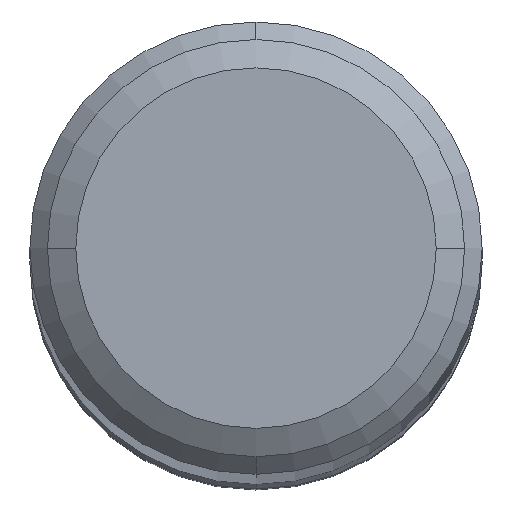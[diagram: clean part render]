
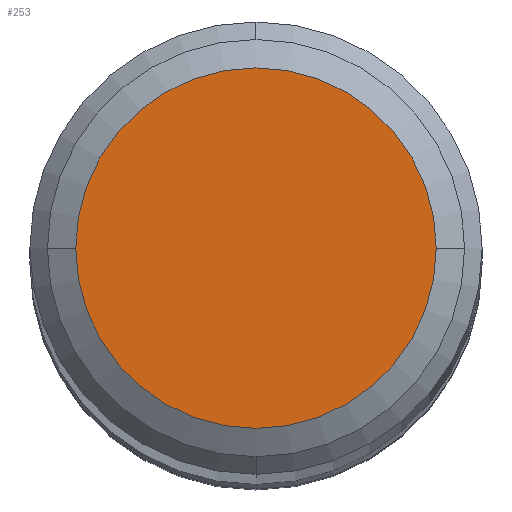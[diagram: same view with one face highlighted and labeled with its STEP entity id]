
A CAD part, top view. The second image highlights one B-rep face of the part: STEP entity #253.
In plain terms, the highlighted planar face has unit normal (0, 0, 1).
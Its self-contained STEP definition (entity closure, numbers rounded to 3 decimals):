
#167=EDGE_CURVE('',#197,#215,#365,.T.);
#189=EDGE_CURVE('',#215,#197,#390,.T.);
#197=VERTEX_POINT('',#398);
#215=VERTEX_POINT('',#417);
#253=ADVANCED_FACE('',(#460),#461,.T.);
#365=CIRCLE('',#579,3.188);
#390=CIRCLE('',#611,3.188);
#398=CARTESIAN_POINT('',(3.188,0.,149.6));
#417=CARTESIAN_POINT('',(-3.188,0.,149.6));
#460=FACE_OUTER_BOUND('',#709,.T.);
#461=PLANE('',#710);
#579=AXIS2_PLACEMENT_3D('',#853,#854,#855);
#611=AXIS2_PLACEMENT_3D('',#886,#887,#888);
#709=EDGE_LOOP('',(#971,#972));
#710=AXIS2_PLACEMENT_3D('',#973,#974,#975);
#853=CARTESIAN_POINT('',(0.,0.0,149.6));
#854=DIRECTION('',(0.0,0.0,1.0));
#855=DIRECTION('',(-1.0,0.,0.0));
#886=CARTESIAN_POINT('',(0.,0.0,149.6));
#887=DIRECTION('',(0.0,0.0,1.0));
#888=DIRECTION('',(-1.0,0.,0.0));
#971=ORIENTED_EDGE('',*,*,#189,.T.);
#972=ORIENTED_EDGE('',*,*,#167,.T.);
#973=CARTESIAN_POINT('',(0.,-1.7,149.6));
#974=DIRECTION('',(0.0,0.0,1.0));
#975=DIRECTION('',(0.,-1.0,0.0));
